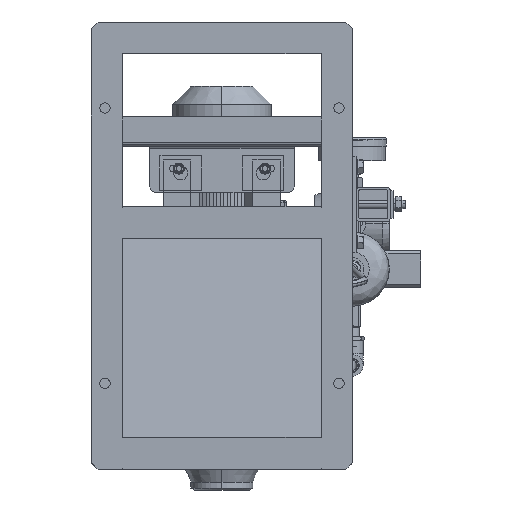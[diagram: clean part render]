
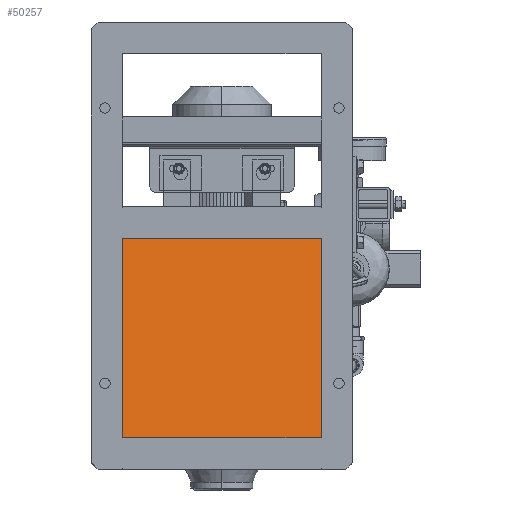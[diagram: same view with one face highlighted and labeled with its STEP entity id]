
A CAD part, front view. The second image highlights one B-rep face of the part: STEP entity #50257.
In plain terms, the highlighted planar face has unit normal (0, -0.985, 0.17).
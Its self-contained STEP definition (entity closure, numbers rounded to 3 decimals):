
#7281 = ORIENTED_EDGE ( 'NONE', *, *, #36752, .F. ) ;
#11377 = DIRECTION ( 'NONE',  ( 0., -0.17, -0.985 ) ) ;
#12635 = CARTESIAN_POINT ( 'NONE',  ( 144., -252.985, -78.657 ) ) ;
#13659 = CARTESIAN_POINT ( 'NONE',  ( 144., -252.985, -78.657 ) ) ;
#18050 = VERTEX_POINT ( 'NONE', #88870 ) ;
#24404 = VERTEX_POINT ( 'NONE', #34163 ) ;
#25860 = LINE ( 'NONE', #13659, #84706 ) ;
#29451 = VECTOR ( 'NONE', #29578, 1000. ) ;
#29578 = DIRECTION ( 'NONE',  ( -1., 0., 0. ) ) ;
#31236 = AXIS2_PLACEMENT_3D ( 'NONE', #58633, #57912, #32417 ) ;
#32417 = DIRECTION ( 'NONE',  ( 0., 0.17, 0.985 ) ) ;
#34163 = CARTESIAN_POINT ( 'NONE',  ( -144., -202.985, 211. ) ) ;
#34321 = DIRECTION ( 'NONE',  ( 0., -0.17, -0.985 ) ) ;
#36752 = EDGE_CURVE ( 'NONE', #88464, #52017, #89208, .T. ) ;
#46479 = DIRECTION ( 'NONE',  ( -1., 0., 0. ) ) ;
#50257 = ADVANCED_FACE ( 'NONE', ( #88571 ), #58977, .F. ) ;
#51750 = CARTESIAN_POINT ( 'NONE',  ( 144., -252.985, -78.657 ) ) ;
#51932 = ORIENTED_EDGE ( 'NONE', *, *, #95280, .T. ) ;
#52017 = VERTEX_POINT ( 'NONE', #12635 ) ;
#57912 = DIRECTION ( 'NONE',  ( 0., 0.985, -0.17 ) ) ;
#58108 = EDGE_CURVE ( 'NONE', #52017, #18050, #25860, .T. ) ;
#58633 = CARTESIAN_POINT ( 'NONE',  ( 144., -252.985, -78.657 ) ) ;
#58977 = PLANE ( 'NONE',  #31236 ) ;
#60299 = EDGE_CURVE ( 'NONE', #88464, #24404, #71146, .T. ) ;
#66961 = VECTOR ( 'NONE', #34321, 1000. ) ;
#70716 = CARTESIAN_POINT ( 'NONE',  ( 144., -202.985, 211. ) ) ;
#71146 = LINE ( 'NONE', #70716, #29451 ) ;
#77314 = CARTESIAN_POINT ( 'NONE',  ( -144., -252.985, -78.657 ) ) ;
#82182 = VECTOR ( 'NONE', #11377, 1000. ) ;
#83936 = CARTESIAN_POINT ( 'NONE',  ( 144., -202.985, 211. ) ) ;
#84706 = VECTOR ( 'NONE', #46479, 1000. ) ;
#88464 = VERTEX_POINT ( 'NONE', #83936 ) ;
#88571 = FACE_OUTER_BOUND ( 'NONE', #108045, .T. ) ;
#88870 = CARTESIAN_POINT ( 'NONE',  ( -144., -252.985, -78.657 ) ) ;
#89208 = LINE ( 'NONE', #51750, #66961 ) ;
#93917 = LINE ( 'NONE', #77314, #82182 ) ;
#95280 = EDGE_CURVE ( 'NONE', #24404, #18050, #93917, .T. ) ;
#97977 = ORIENTED_EDGE ( 'NONE', *, *, #58108, .F. ) ;
#102048 = ORIENTED_EDGE ( 'NONE', *, *, #60299, .T. ) ;
#108045 = EDGE_LOOP ( 'NONE', ( #102048, #51932, #97977, #7281 ) ) ;
